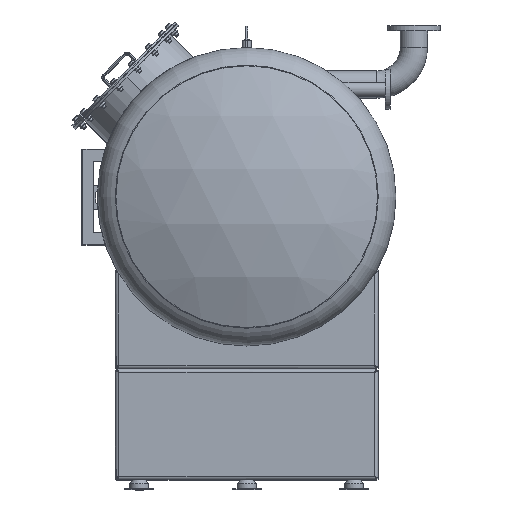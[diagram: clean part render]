
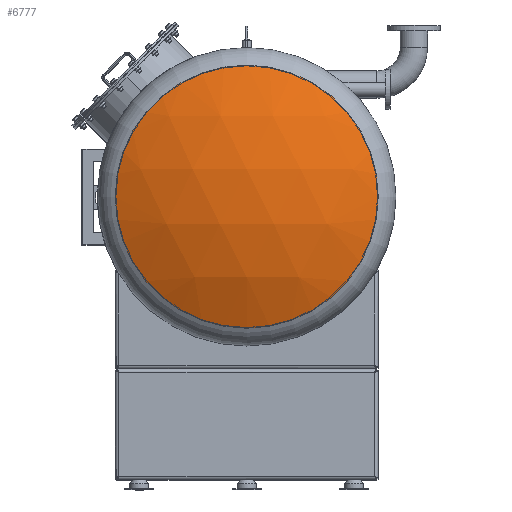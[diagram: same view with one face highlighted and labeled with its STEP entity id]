
A CAD part, top view. The second image highlights one B-rep face of the part: STEP entity #6777.
In plain terms, the highlighted spherical face has radius 1256 mm.
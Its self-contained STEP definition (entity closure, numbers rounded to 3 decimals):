
#79 = FACE_OUTER_BOUND ( 'NONE', #30115, .T. ) ;
#2753 = DIRECTION ( 'NONE',  ( 0., 0., -1. ) ) ;
#6348 = EDGE_CURVE ( 'NONE', #34294, #34294, #26927, .T. ) ;
#6777 = ADVANCED_FACE ( 'NONE', ( #79 ), #26090, .T. ) ;
#7753 = DIRECTION ( 'NONE',  ( -1., 0., 0. ) ) ;
#10755 = AXIS2_PLACEMENT_3D ( 'NONE', #20681, #18577, #7753 ) ;
#16108 = CARTESIAN_POINT ( 'NONE',  ( 0., 158.793, -550.784 ) ) ;
#18537 = AXIS2_PLACEMENT_3D ( 'NONE', #26317, #23881, #2753 ) ;
#18577 = DIRECTION ( 'NONE',  ( 0., 0., -1. ) ) ;
#20681 = CARTESIAN_POINT ( 'NONE',  ( 0., -970., 0. ) ) ;
#22042 = ORIENTED_EDGE ( 'NONE', *, *, #6348, .F. ) ;
#23881 = DIRECTION ( 'NONE',  ( 0., -1., 0. ) ) ;
#26090 = SPHERICAL_SURFACE ( 'NONE', #10755, 1256. ) ;
#26317 = CARTESIAN_POINT ( 'NONE',  ( 0., 158.793, 0. ) ) ;
#26927 = CIRCLE ( 'NONE', #18537, 550.784 ) ;
#30115 = EDGE_LOOP ( 'NONE', ( #22042 ) ) ;
#34294 = VERTEX_POINT ( 'NONE', #16108 ) ;
